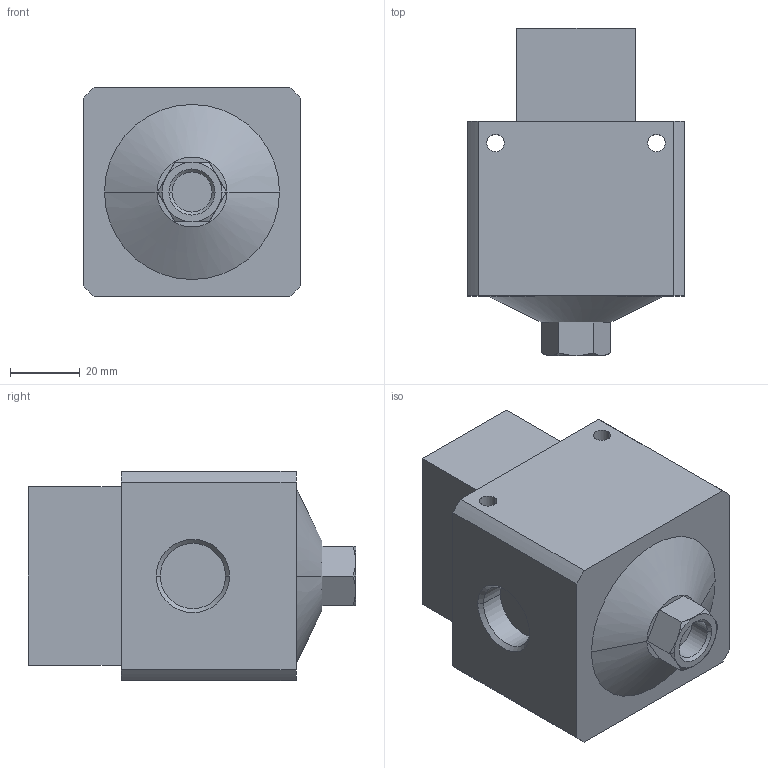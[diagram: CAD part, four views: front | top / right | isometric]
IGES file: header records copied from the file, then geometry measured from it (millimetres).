
Start section: Data from XPlus IGES,  Spatial Corp. Copyright (c) 1999-2004
Global section: file name: MC202-V36.igs; native system:  By Spatial Corp.; preprocessor: XPlus ACIS/IGES 3.0; author: Noname; organization: Noname; date: 20101130.132245; units: millimetre
Bounding box: 62 x 93.5 x 60 mm (x, y, z)
Surface area: 27541.4 mm2 (no closed solid volume)
Topology: 0 solids, 0 shells, 57 faces, 256 edges, 256 vertices
Faces by surface type: revolution 34, extrusion 23
